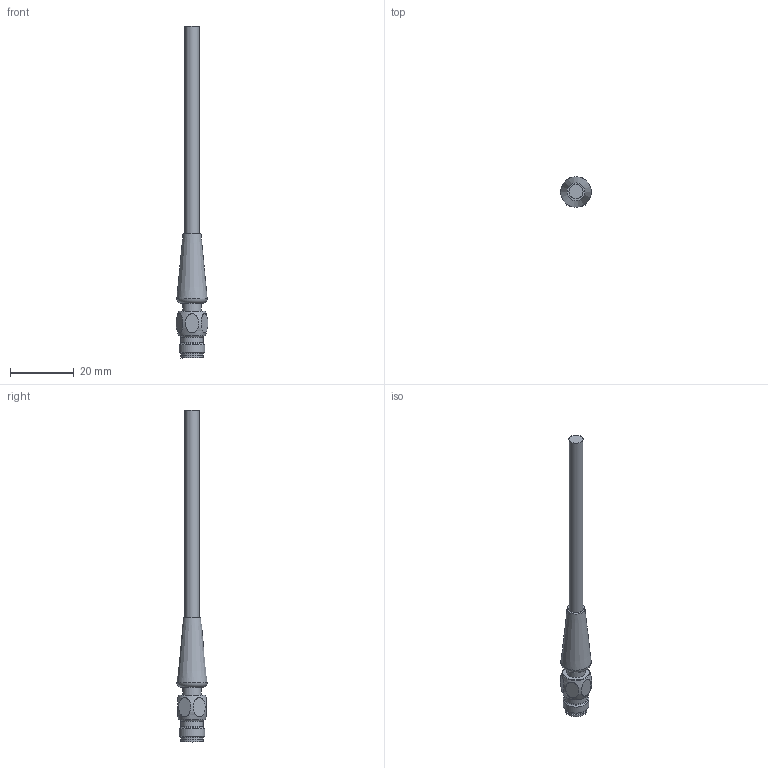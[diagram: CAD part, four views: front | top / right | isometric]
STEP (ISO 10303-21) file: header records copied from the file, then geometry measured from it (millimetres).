
FILE_DESCRIPTION(/* description */ (''),/* implementation_level */ '2;1');
FILE_NAME(/* name */ 'FB-SSP4-2_S3930.stp',/* time_stamp */ '2014-09-19T12:54:38+02:00',/* author */ (''),/* organization */ (''),/* preprocessor_version */ 'ST-DEVELOPER v14',/* originating_system */ 'SIEMENS PLM Software NX 8.0',/* authorisation */ '');
FILE_SCHEMA (('AUTOMOTIVE_DESIGN { 1 0 10303 214 3 1 1 1 }'));
Length unit declared in the file: millimetre
Products named in the file (1): 5021370_Leitung_part_149925
Bounding box: 9.9 x 9.5 x 103.9 mm (x, y, z)
Volume: 2761.5 mm3; surface area: 2162.9 mm2
Topology: 1 solids, 1 shells, 41 faces, 81 edges, 55 vertices
Faces by surface type: plane 16, cylinder 12, torus 5, sphere 4, cone 3, bspline 1
Full cylindrical faces by diameter (mm): 1 x4, 4.4 x1, 5.7 x1, 5.8 x1, 6.28 x1, 6.9 x3, 8 x1
Entity records: 1255 total; most frequent: CARTESIAN_POINT 515, DIRECTION 156, EDGE_LOOP 80, ORIENTED_EDGE 80, AXIS2_PLACEMENT_3D 78, FACE_BOUND 69, ADVANCED_FACE 41, VERTEX_POINT 40
